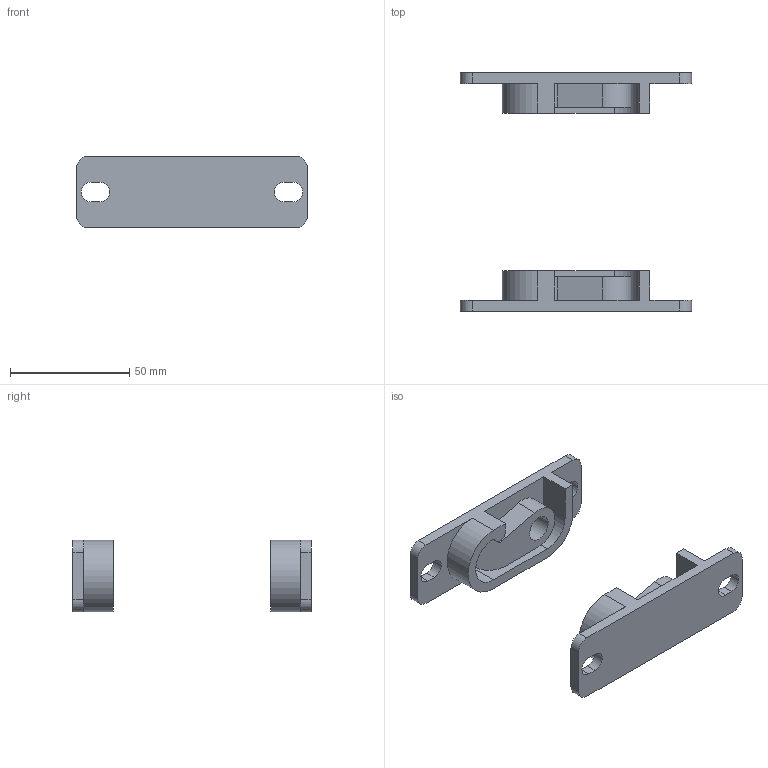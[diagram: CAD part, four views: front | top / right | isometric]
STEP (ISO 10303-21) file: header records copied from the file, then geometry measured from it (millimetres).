
FILE_DESCRIPTION (( 'STEP AP203' ), '1' );
FILE_NAME ('sone3D.STEP', '2016-04-05T09:10:48', ( '' ), ( '' ), 'SwSTEP 2.0', 'SolidWorks 2012', '' );
FILE_SCHEMA (( 'CONFIG_CONTROL_DESIGN' ));
Length unit declared in the file: millimetre
Products named in the file (4): sone3D; FA-1815-S-4乣5僉乕僷乕__R; FA-1815-S-4僼僢僋_; FA-1815-S-4乣5僉乕僷乕__L
Assembly tree (4 placements, depth 2):
  sone3D
    FA-1815-S-4乣5僉乕僷乕__L
    FA-1815-S-4僼僢僋_  x2
    FA-1815-S-4乣5僉乕僷乕__R
Bounding box: 97 x 100 x 30 mm (x, y, z)
Volume: 50287.9 mm3; surface area: 25277.3 mm2
Topology: 4 solids, 4 shells, 94 faces, 258 edges, 172 vertices
Faces by surface type: plane 48, cylinder 46
Entity records: 3015 total; most frequent: DIRECTION 467, CARTESIAN_POINT 451, ORIENTED_EDGE 438, EDGE_CURVE 219, AXIS2_PLACEMENT_3D 162, VERTEX_POINT 146, VECTOR 143, LINE 143
